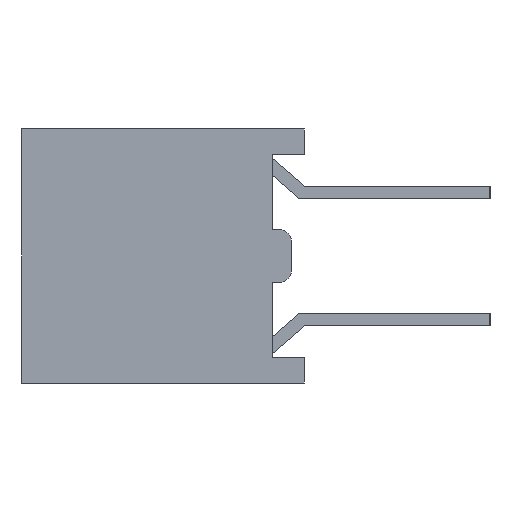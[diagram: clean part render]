
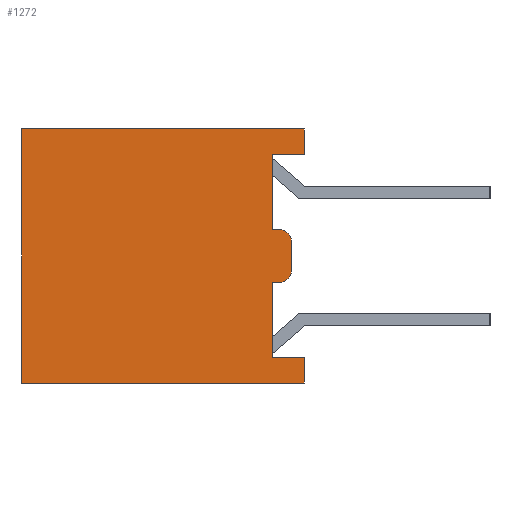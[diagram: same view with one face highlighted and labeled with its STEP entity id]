
A CAD part, left-side view. The second image highlights one B-rep face of the part: STEP entity #1272.
In plain terms, the highlighted planar face has unit normal (-1, 0, 0).
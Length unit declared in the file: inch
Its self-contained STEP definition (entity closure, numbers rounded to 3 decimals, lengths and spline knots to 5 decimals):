
#1272 = ADVANCED_FACE( '', ( #2592 ), #2593, .F. );
#2592 = FACE_OUTER_BOUND( '', #3896, .T. );
#2593 = PLANE( '', #3897 );
#3896 = EDGE_LOOP( '', ( #7731, #7732, #7733, #7734, #7735, #7736, #7737, #7738, #7739, #7740, #7741, #7742, #7743, #7744 ) );
#3897 = AXIS2_PLACEMENT_3D( '', #7745, #7746, #7747 );
#7731 = ORIENTED_EDGE( '', *, *, #8290, .T. );
#7732 = ORIENTED_EDGE( '', *, *, #9256, .T. );
#7733 = ORIENTED_EDGE( '', *, *, #7861, .F. );
#7734 = ORIENTED_EDGE( '', *, *, #8141, .F. );
#7735 = ORIENTED_EDGE( '', *, *, #9262, .T. );
#7736 = ORIENTED_EDGE( '', *, *, #9020, .T. );
#7737 = ORIENTED_EDGE( '', *, *, #9236, .T. );
#7738 = ORIENTED_EDGE( '', *, *, #8009, .T. );
#7739 = ORIENTED_EDGE( '', *, *, #8902, .T. );
#7740 = ORIENTED_EDGE( '', *, *, #8786, .F. );
#7741 = ORIENTED_EDGE( '', *, *, #9138, .T. );
#7742 = ORIENTED_EDGE( '', *, *, #9054, .F. );
#7743 = ORIENTED_EDGE( '', *, *, #8058, .T. );
#7744 = ORIENTED_EDGE( '', *, *, #8819, .T. );
#7745 = CARTESIAN_POINT( '', ( -0.4045, 0.175, -0.0787 ) );
#7746 = DIRECTION( '', ( 1., 0., 0. ) );
#7747 = DIRECTION( '', ( 0., 0., -1. ) );
#7861 = EDGE_CURVE( '', #9448, #9450, #9451, .T. );
#8009 = EDGE_CURVE( '', #9702, #9714, #9716, .T. );
#8058 = EDGE_CURVE( '', #9798, #9799, #9800, .T. );
#8141 = EDGE_CURVE( '', #9941, #9448, #9943, .T. );
#8290 = EDGE_CURVE( '', #10201, #10205, #10207, .T. );
#8786 = EDGE_CURVE( '', #10955, #10956, #10957, .T. );
#8819 = EDGE_CURVE( '', #9799, #10201, #11004, .T. );
#8902 = EDGE_CURVE( '', #9714, #10956, #11104, .T. );
#9020 = EDGE_CURVE( '', #11255, #11253, #11256, .T. );
#9054 = EDGE_CURVE( '', #9798, #11297, #11298, .T. );
#9138 = EDGE_CURVE( '', #10955, #11297, #11389, .T. );
#9236 = EDGE_CURVE( '', #11253, #9702, #11492, .T. );
#9256 = EDGE_CURVE( '', #10205, #9450, #11512, .T. );
#9262 = EDGE_CURVE( '', #9941, #11255, #11518, .T. );
#9448 = VERTEX_POINT( '', #11759 );
#9450 = VERTEX_POINT( '', #11762 );
#9451 = LINE( '', #11763, #11764 );
#9702 = VERTEX_POINT( '', #12134 );
#9714 = VERTEX_POINT( '', #12152 );
#9716 = LINE( '', #12155, #12156 );
#9798 = VERTEX_POINT( '', #12275 );
#9799 = VERTEX_POINT( '', #12276 );
#9800 = LINE( '', #12277, #12278 );
#9941 = VERTEX_POINT( '', #12489 );
#9943 = LINE( '', #12492, #12493 );
#10201 = VERTEX_POINT( '', #12879 );
#10205 = VERTEX_POINT( '', #12885 );
#10207 = LINE( '', #12888, #12889 );
#10955 = VERTEX_POINT( '', #14032 );
#10956 = VERTEX_POINT( '', #14033 );
#10957 = CIRCLE( '', #14034, 0.008 );
#11004 = LINE( '', #14110, #14111 );
#11104 = LINE( '', #14265, #14266 );
#11253 = VERTEX_POINT( '', #14500 );
#11255 = VERTEX_POINT( '', #14503 );
#11256 = LINE( '', #14504, #14505 );
#11297 = VERTEX_POINT( '', #14566 );
#11298 = CIRCLE( '', #14567, 0.008 );
#11389 = LINE( '', #14704, #14705 );
#11492 = LINE( '', #14849, #14850 );
#11512 = LINE( '', #14876, #14877 );
#11518 = LINE( '', #14885, #14886 );
#11759 = CARTESIAN_POINT( '', ( -0.4045, 0.175, 0.0787 ) );
#11762 = CARTESIAN_POINT( '', ( -0.4045, 0., 0.0787 ) );
#11763 = CARTESIAN_POINT( '', ( -0.4045, 0.175, 0.0787 ) );
#11764 = VECTOR( '', #15014, 39.37008 );
#12134 = CARTESIAN_POINT( '', ( -0.4045, 0.02, -0.0627 ) );
#12152 = CARTESIAN_POINT( '', ( -0.4045, 0.02, -0.0165 ) );
#12155 = CARTESIAN_POINT( '', ( -0.4045, 0.02, -0.0627 ) );
#12156 = VECTOR( '', #15141, 39.37008 );
#12275 = CARTESIAN_POINT( '', ( -0.4045, 0.016, 0.0165 ) );
#12276 = CARTESIAN_POINT( '', ( -0.4045, 0.02, 0.0165 ) );
#12277 = CARTESIAN_POINT( '', ( -0.4045, 0.016, 0.0165 ) );
#12278 = VECTOR( '', #15185, 39.37008 );
#12489 = CARTESIAN_POINT( '', ( -0.4045, 0.175, -0.0787 ) );
#12492 = CARTESIAN_POINT( '', ( -0.4045, 0.175, -0.0787 ) );
#12493 = VECTOR( '', #15257, 39.37008 );
#12879 = CARTESIAN_POINT( '', ( -0.4045, 0.02, 0.0627 ) );
#12885 = CARTESIAN_POINT( '', ( -0.4045, 0., 0.0627 ) );
#12888 = CARTESIAN_POINT( '', ( -0.4045, 0.02, 0.0627 ) );
#12889 = VECTOR( '', #15389, 39.37008 );
#14032 = CARTESIAN_POINT( '', ( -0.4045, 0.008, -0.0085 ) );
#14033 = CARTESIAN_POINT( '', ( -0.4045, 0.016, -0.0165 ) );
#14034 = AXIS2_PLACEMENT_3D( '', #15785, #15786, #15787 );
#14110 = CARTESIAN_POINT( '', ( -0.4045, 0.02, 0.0165 ) );
#14111 = VECTOR( '', #15817, 39.37008 );
#14265 = CARTESIAN_POINT( '', ( -0.4045, 0.02, -0.0165 ) );
#14266 = VECTOR( '', #15872, 39.37008 );
#14500 = CARTESIAN_POINT( '', ( -0.4045, 0., -0.0627 ) );
#14503 = CARTESIAN_POINT( '', ( -0.4045, 0., -0.0787 ) );
#14504 = CARTESIAN_POINT( '', ( -0.4045, 0., -0.0787 ) );
#14505 = VECTOR( '', #15959, 39.37008 );
#14566 = CARTESIAN_POINT( '', ( -0.4045, 0.008, 0.0085 ) );
#14567 = AXIS2_PLACEMENT_3D( '', #15980, #15981, #15982 );
#14704 = CARTESIAN_POINT( '', ( -0.4045, 0.008, -0.0085 ) );
#14705 = VECTOR( '', #16029, 39.37008 );
#14849 = CARTESIAN_POINT( '', ( -0.4045, -0.002, -0.0627 ) );
#14850 = VECTOR( '', #16071, 39.37008 );
#14876 = CARTESIAN_POINT( '', ( -0.4045, 0., -0.0787 ) );
#14877 = VECTOR( '', #16078, 39.37008 );
#14885 = CARTESIAN_POINT( '', ( -0.4045, 0.175, -0.0787 ) );
#14886 = VECTOR( '', #16081, 39.37008 );
#15014 = DIRECTION( '', ( 0., -1., 0. ) );
#15141 = DIRECTION( '', ( 0., 0., 1. ) );
#15185 = DIRECTION( '', ( 0., 1., 0. ) );
#15257 = DIRECTION( '', ( 0., 0., 1. ) );
#15389 = DIRECTION( '', ( 0., -1., 0. ) );
#15785 = CARTESIAN_POINT( '', ( -0.4045, 0.016, -0.0085 ) );
#15786 = DIRECTION( '', ( 1., 0., 0. ) );
#15787 = DIRECTION( '', ( 0., 0., -1. ) );
#15817 = DIRECTION( '', ( 0., 0., 1. ) );
#15872 = DIRECTION( '', ( 0., -1., 0. ) );
#15959 = DIRECTION( '', ( 0., 0., 1. ) );
#15980 = CARTESIAN_POINT( '', ( -0.4045, 0.016, 0.0085 ) );
#15981 = DIRECTION( '', ( 1., 0., 0. ) );
#15982 = DIRECTION( '', ( 0., 0., -1. ) );
#16029 = DIRECTION( '', ( 0., 0., 1. ) );
#16071 = DIRECTION( '', ( 0., 1., 0. ) );
#16078 = DIRECTION( '', ( 0., 0., 1. ) );
#16081 = DIRECTION( '', ( 0., -1., 0. ) );
